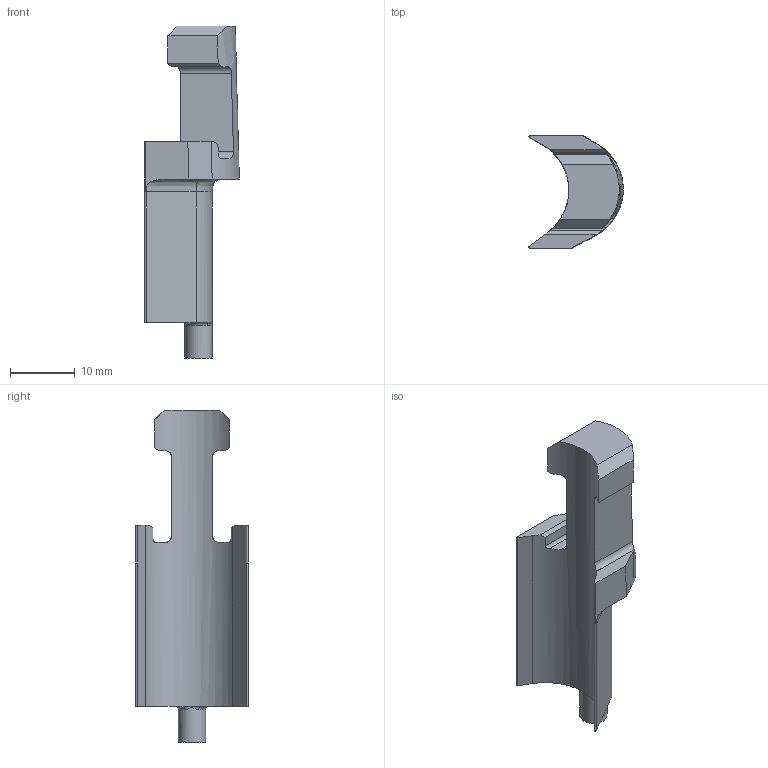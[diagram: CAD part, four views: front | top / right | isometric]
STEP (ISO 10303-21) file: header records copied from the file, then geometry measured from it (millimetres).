
FILE_DESCRIPTION(/* description */ (''),/* implementation_level */ '2;1');
FILE_NAME(/* name */ 'ROW-3(18-12-2023).stp',/* time_stamp */ '2023-12-18T12:58:55+05:00',/* author */ (''),/* organization */ (''),/* preprocessor_version */ 'ST-DEVELOPER v16.7',/* originating_system */ 'SIEMENS PLM Software NX 12.0',/* authorisation */ '');
FILE_SCHEMA (('AUTOMOTIVE_DESIGN { 1 0 10303 214 3 1 1 1 }'));
Length unit declared in the file: millimetre
Products named in the file (1): ROW-3
Bounding box: 14.65 x 17.4 x 51.42 mm (x, y, z)
Volume: 2986.5 mm3; surface area: 2521.4 mm2
Topology: 1 solids, 1 shells, 56 faces, 152 edges, 98 vertices
Faces by surface type: plane 33, cylinder 13, bspline 7, torus 2, extrusion 1
Full cylindrical faces by diameter (mm): 4.2 x1
Entity records: 2332 total; most frequent: CARTESIAN_POINT 982, ORIENTED_EDGE 300, DIRECTION 243, EDGE_CURVE 150, VERTEX_POINT 97, AXIS2_PLACEMENT_3D 86, VECTOR 71, LINE 70
